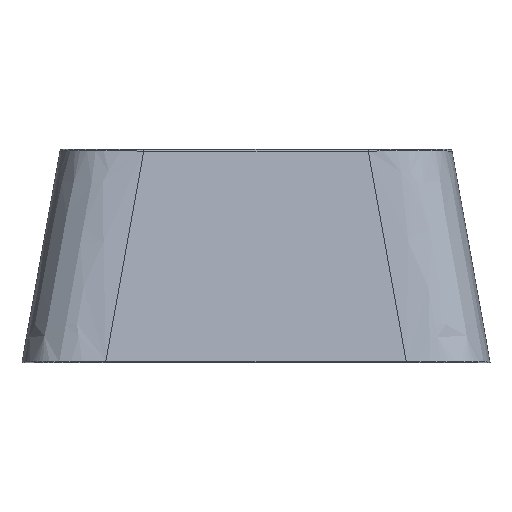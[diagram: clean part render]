
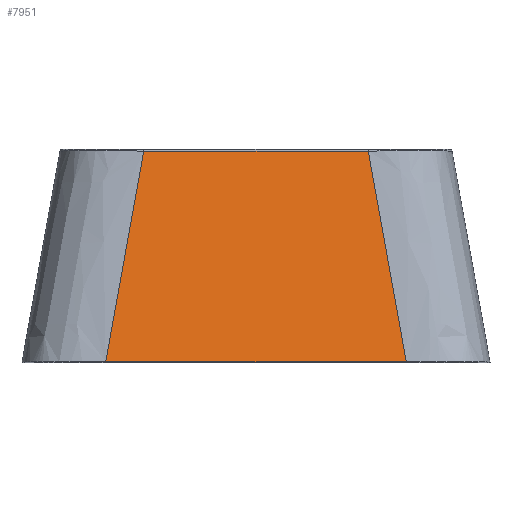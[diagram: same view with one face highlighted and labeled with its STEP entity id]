
A CAD part, top view. The second image highlights one B-rep face of the part: STEP entity #7951.
In plain terms, the highlighted planar face has unit normal (0, 0.177, 0.984).
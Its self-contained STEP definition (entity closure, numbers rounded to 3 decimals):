
#29 = EDGE_CURVE ( 'NONE', #3439, #37, #4752, .T. ) ;
#37 = VERTEX_POINT ( 'NONE', #8735 ) ;
#405 = VERTEX_POINT ( 'NONE', #4359 ) ;
#605 = VECTOR ( 'NONE', #6040, 1000. ) ;
#857 = VECTOR ( 'NONE', #4452, 1000. ) ;
#1082 = CARTESIAN_POINT ( 'NONE',  ( 13.195, 24.794, 23.037 ) ) ;
#1131 = ORIENTED_EDGE ( 'NONE', *, *, #2382, .T. ) ;
#1276 = CARTESIAN_POINT ( 'NONE',  ( 14.683, 16.53, 24.525 ) ) ;
#1370 = ORIENTED_EDGE ( 'NONE', *, *, #29, .T. ) ;
#1549 = DIRECTION ( 'NONE',  ( 0., 0.177, 0.984 ) ) ;
#2382 = EDGE_CURVE ( 'NONE', #405, #5037, #7948, .T. ) ;
#2464 = CARTESIAN_POINT ( 'NONE',  ( -27.5, 0., 27.5 ) ) ;
#2767 = EDGE_LOOP ( 'NONE', ( #4101, #1370, #6329, #1131 ) ) ;
#3233 = CARTESIAN_POINT ( 'NONE',  ( 17.658, 0., 27.5 ) ) ;
#3335 = CARTESIAN_POINT ( 'NONE',  ( -13.158, 24.794, 23.037 ) ) ;
#3406 = CARTESIAN_POINT ( 'NONE',  ( 13.195, 24.794, 23.037 ) ) ;
#3439 = VERTEX_POINT ( 'NONE', #1082 ) ;
#3795 = EDGE_CURVE ( 'NONE', #37, #405, #3968, .T. ) ;
#3968 = B_SPLINE_CURVE_WITH_KNOTS ( 'NONE', 3,
 ( #8653, #6004, #6578, #5301 ),
 .UNSPECIFIED., .F., .F.,
 ( 4, 4 ),
 ( 0.008, 1. ),
 .UNSPECIFIED. ) ;
#4101 = ORIENTED_EDGE ( 'NONE', *, *, #6719, .T. ) ;
#4359 = CARTESIAN_POINT ( 'NONE',  ( -17.658, 0., 27.5 ) ) ;
#4380 = PLANE ( 'NONE',  #4449 ) ;
#4449 = AXIS2_PLACEMENT_3D ( 'NONE', #4922, #1549, #7651 ) ;
#4452 = DIRECTION ( 'NONE',  ( 1., 0., 0. ) ) ;
#4752 = LINE ( 'NONE', #3335, #605 ) ;
#4922 = CARTESIAN_POINT ( 'NONE',  ( 0., 4.795, 26.637 ) ) ;
#5037 = VERTEX_POINT ( 'NONE', #8556 ) ;
#5301 = CARTESIAN_POINT ( 'NONE',  ( -17.658, 0., 27.5 ) ) ;
#6004 = CARTESIAN_POINT ( 'NONE',  ( -14.683, 16.53, 24.525 ) ) ;
#6040 = DIRECTION ( 'NONE',  ( -1., 0., 0. ) ) ;
#6191 = B_SPLINE_CURVE_WITH_KNOTS ( 'NONE', 3,
 ( #3233, #6732, #1276, #3406 ),
 .UNSPECIFIED., .F., .F.,
 ( 4, 4 ),
 ( 0., 0.992 ),
 .UNSPECIFIED. ) ;
#6329 = ORIENTED_EDGE ( 'NONE', *, *, #3795, .T. ) ;
#6578 = CARTESIAN_POINT ( 'NONE',  ( -16.171, 8.265, 26.012 ) ) ;
#6719 = EDGE_CURVE ( 'NONE', #5037, #3439, #6191, .T. ) ;
#6732 = CARTESIAN_POINT ( 'NONE',  ( 16.171, 8.265, 26.012 ) ) ;
#7040 = FACE_OUTER_BOUND ( 'NONE', #2767, .T. ) ;
#7651 = DIRECTION ( 'NONE',  ( 0., -0.984, 0.177 ) ) ;
#7948 = LINE ( 'NONE', #2464, #857 ) ;
#7951 = ADVANCED_FACE ( 'NONE', ( #7040 ), #4380, .T. ) ;
#8556 = CARTESIAN_POINT ( 'NONE',  ( 17.658, 0., 27.5 ) ) ;
#8653 = CARTESIAN_POINT ( 'NONE',  ( -13.195, 24.794, 23.037 ) ) ;
#8735 = CARTESIAN_POINT ( 'NONE',  ( -13.195, 24.794, 23.037 ) ) ;
